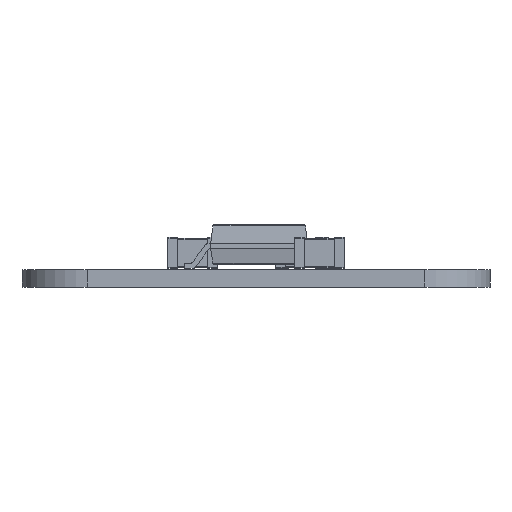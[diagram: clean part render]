
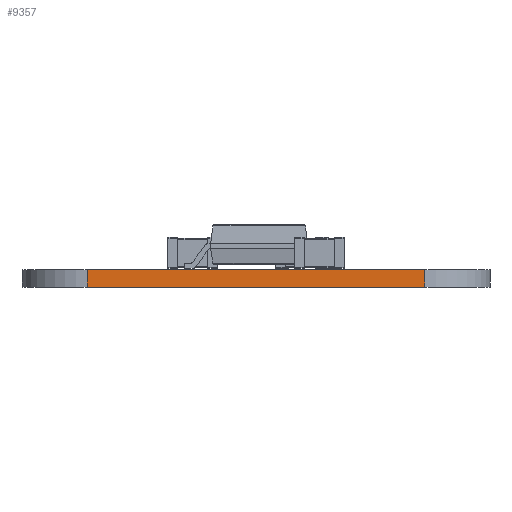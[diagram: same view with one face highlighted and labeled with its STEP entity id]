
A CAD part, front view. The second image highlights one B-rep face of the part: STEP entity #9357.
In plain terms, the highlighted planar face has unit normal (0, -1, 0).
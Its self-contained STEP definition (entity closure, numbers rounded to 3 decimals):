
#7977 = VERTEX_POINT('',#7978);
#7978 = CARTESIAN_POINT('',(0.836,-71.194,0.));
#7985 = EDGE_CURVE('',#7986,#7977,#7988,.T.);
#7986 = VERTEX_POINT('',#7987);
#7987 = CARTESIAN_POINT('',(14.404,-71.194,0.));
#7988 = LINE('',#7989,#7990);
#7989 = CARTESIAN_POINT('',(14.404,-71.194,0.));
#7990 = VECTOR('',#7991,1.);
#7991 = DIRECTION('',(-1.,0.,0.));
#8662 = VERTEX_POINT('',#8663);
#8663 = CARTESIAN_POINT('',(0.836,-71.194,0.7));
#8670 = EDGE_CURVE('',#8671,#8662,#8673,.T.);
#8671 = VERTEX_POINT('',#8672);
#8672 = CARTESIAN_POINT('',(14.404,-71.194,0.7));
#8673 = LINE('',#8674,#8675);
#8674 = CARTESIAN_POINT('',(14.404,-71.194,0.7));
#8675 = VECTOR('',#8676,1.);
#8676 = DIRECTION('',(-1.,0.,0.));
#9329 = EDGE_CURVE('',#7986,#8671,#9330,.T.);
#9330 = LINE('',#9331,#9332);
#9331 = CARTESIAN_POINT('',(14.404,-71.194,0.));
#9332 = VECTOR('',#9333,1.);
#9333 = DIRECTION('',(0.,0.,1.));
#9357 = ADVANCED_FACE('',(#9358),#9369,.T.);
#9358 = FACE_BOUND('',#9359,.T.);
#9359 = EDGE_LOOP('',(#9360,#9361,#9362,#9368));
#9360 = ORIENTED_EDGE('',*,*,#9329,.T.);
#9361 = ORIENTED_EDGE('',*,*,#8670,.T.);
#9362 = ORIENTED_EDGE('',*,*,#9363,.F.);
#9363 = EDGE_CURVE('',#7977,#8662,#9364,.T.);
#9364 = LINE('',#9365,#9366);
#9365 = CARTESIAN_POINT('',(0.836,-71.194,0.));
#9366 = VECTOR('',#9367,1.);
#9367 = DIRECTION('',(0.,0.,1.));
#9368 = ORIENTED_EDGE('',*,*,#7985,.F.);
#9369 = PLANE('',#9370);
#9370 = AXIS2_PLACEMENT_3D('',#9371,#9372,#9373);
#9371 = CARTESIAN_POINT('',(14.404,-71.194,0.));
#9372 = DIRECTION('',(0.,-1.,0.));
#9373 = DIRECTION('',(-1.,0.,0.));
